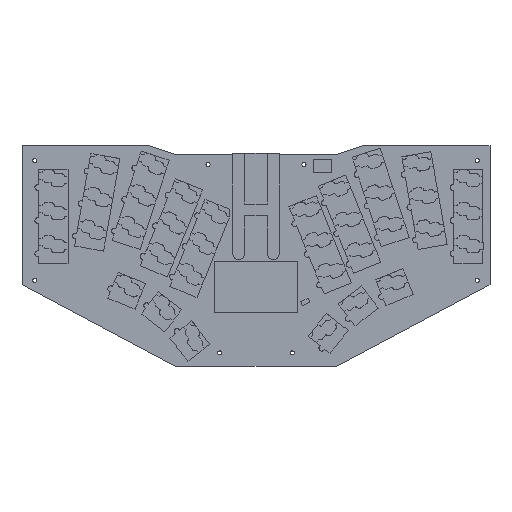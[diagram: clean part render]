
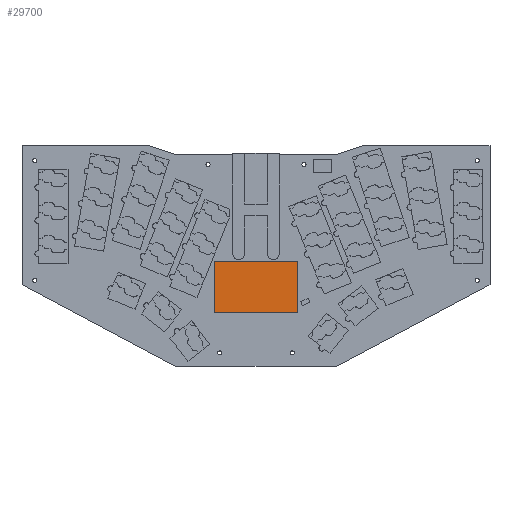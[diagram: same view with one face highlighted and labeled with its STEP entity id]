
A CAD part, top view. The second image highlights one B-rep face of the part: STEP entity #29700.
In plain terms, the highlighted planar face has unit normal (0, 0, 1).
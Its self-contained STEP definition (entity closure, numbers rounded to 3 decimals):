
#643=PLANE('',#31547);
#1639=FACE_OUTER_BOUND('',#3288,.T.);
#3288=EDGE_LOOP('',(#22546,#22547,#22548,#22549));
#5446=LINE('',#42170,#8634);
#5448=LINE('',#42174,#8636);
#5450=LINE('',#42178,#8638);
#5451=LINE('',#42180,#8639);
#8634=VECTOR('',#34109,1.);
#8636=VECTOR('',#34113,1.);
#8638=VECTOR('',#34117,1.);
#8639=VECTOR('',#34120,1.);
#12724=VERTEX_POINT('',#42166);
#12725=VERTEX_POINT('',#42168);
#12726=VERTEX_POINT('',#42172);
#12727=VERTEX_POINT('',#42176);
#15816=EDGE_CURVE('',#12724,#12725,#5446,.T.);
#15818=EDGE_CURVE('',#12726,#12724,#5448,.T.);
#15820=EDGE_CURVE('',#12725,#12727,#5450,.T.);
#15821=EDGE_CURVE('',#12727,#12726,#5451,.T.);
#22546=ORIENTED_EDGE('',*,*,#15816,.T.);
#22547=ORIENTED_EDGE('',*,*,#15820,.T.);
#22548=ORIENTED_EDGE('',*,*,#15821,.T.);
#22549=ORIENTED_EDGE('',*,*,#15818,.T.);
#29700=ADVANCED_FACE('',(#1639),#643,.T.);
#31547=AXIS2_PLACEMENT_3D('',#45060,#35889,#35890);
#34109=DIRECTION('',(0.,-1.,0.));
#34113=DIRECTION('',(-1.,0.,0.));
#34117=DIRECTION('',(1.,0.,0.));
#34120=DIRECTION('',(0.,1.,0.));
#35889=DIRECTION('center_axis',(0.,0.,1.));
#35890=DIRECTION('ref_axis',(1.,0.,0.));
#42166=CARTESIAN_POINT('',(135.144,-104.,-1.5));
#42168=CARTESIAN_POINT('',(135.144,-130.,-1.5));
#42170=CARTESIAN_POINT('',(135.144,-104.,-1.5));
#42172=CARTESIAN_POINT('',(178.144,-104.,-1.5));
#42174=CARTESIAN_POINT('',(178.144,-104.,-1.5));
#42176=CARTESIAN_POINT('',(178.144,-130.,-1.5));
#42178=CARTESIAN_POINT('',(135.144,-130.,-1.5));
#42180=CARTESIAN_POINT('',(178.144,-130.,-1.5));
#45060=CARTESIAN_POINT('Origin',(156.644,-117.,-1.5));
